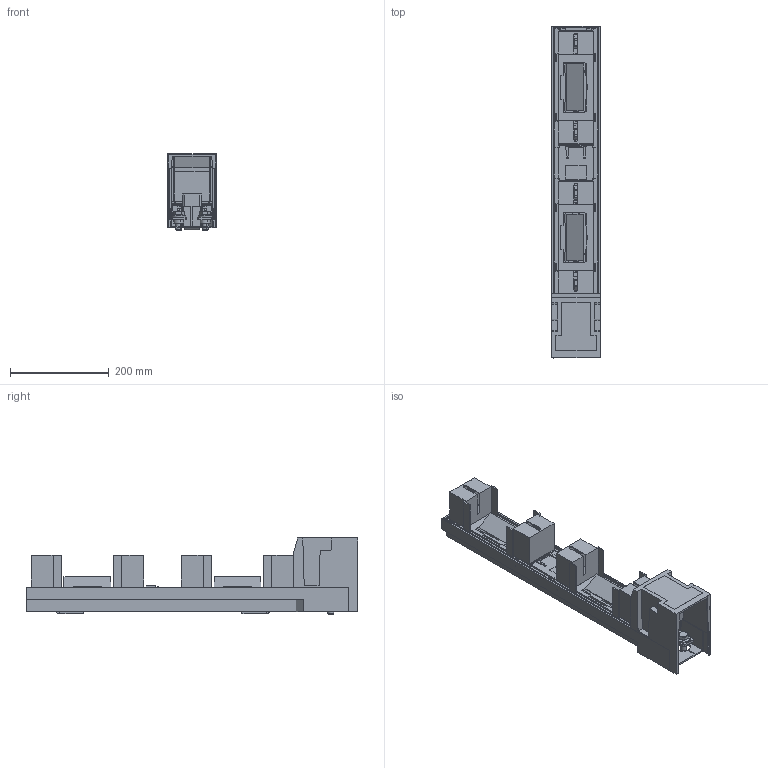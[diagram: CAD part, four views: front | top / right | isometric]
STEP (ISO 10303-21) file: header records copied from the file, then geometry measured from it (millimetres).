
FILE_DESCRIPTION(('CATIA V5 STEP','CAx-IF Rec.Pracs.--- Model Styling and Organization---1.4--- 2014-01-23'),'2;1');
FILE_NAME('L3631850_L_NH-Sicherungsleiste_L3-2_1500V_3A_HA_PV.stp','2022-02-03T14:59:50+00:00',('none'),('none'),'CATIA Version 5-6 Release 2019 SP5 HF6','CATIA V5 STEP AP214 v1','none');
FILE_SCHEMA(('AUTOMOTIVE_DESIGN { 1 0 10303 214 1 1 1 1 }'));
Length unit declared in the file: millimetre
Products named in the file (14): L3631850_L NH-Sicherungsleiste L3-2/1500V/3A/HA/PV R0.1; 804608_15_L NH-Leistenunterteil Gr.3  L3-2/1500V/3A R0.1; 33501_L02 Traegerteil RR3.1; 54578 Verbindungswinkel R5.1; 51271 Verbindungswinkel R5.1; 158027_04_L Anschlussschiene L2 R2.1; 158656_04_L Anschlussschiene L1 D14 R1.1; 61246 Setzmutter M12,1 R8.1; 66905 Spannscheibe DIN 6796_12 DIN 6796_12 R6.1; 68276 Sechskantschraube M12x30 R2.1; 155944_L Deltakontakt R3.1; 34152_L Kontakthaube PV R2.1; 32998_L Anschlussraumabdeckung R3.1; 34154_L Beschriftungsfeldtraeger R2.1
Assembly tree (20 placements, depth 3):
  L3631850_L NH-Sicherungsleiste L3-2/1500V/3A/HA/PV R0.1
    804608_15_L NH-Leistenunterteil Gr.3  L3-2/1500V/3A R0.1
      33501_L02 Traegerteil RR3.1
      54578 Verbindungswinkel R5.1
      51271 Verbindungswinkel R5.1
      158027_04_L Anschlussschiene L2 R2.1
      158656_04_L Anschlussschiene L1 D14 R1.1
      61246 Setzmutter M12,1 R8.1  x2
      66905 Spannscheibe DIN 6796_12 DIN 6796_12 R6.1  x2
      68276 Sechskantschraube M12x30 R2.1  x2
      155944_L Deltakontakt R3.1  x4
    34152_L Kontakthaube PV R2.1  x2
    32998_L Anschlussraumabdeckung R3.1
    34154_L Beschriftungsfeldtraeger R2.1
Bounding box: 99 x 673.41 x 154.31 mm (x, y, z)
Volume: 1053595.5 mm3; surface area: 843995.6 mm2
Topology: 21 solids, 21 shells, 1429 faces, 4087 edges, 2700 vertices
Faces by surface type: plane 1052, cylinder 325, cone 32, bspline 16, extrusion 4
Entity records: 33276 total; most frequent: CARTESIAN_POINT 6618, ORIENTED_EDGE 6002, DIRECTION 4415, EDGE_CURVE 3001, VECTOR 2398, LINE 2394, VERTEX_POINT 1988, AXIS2_PLACEMENT_3D 1259
